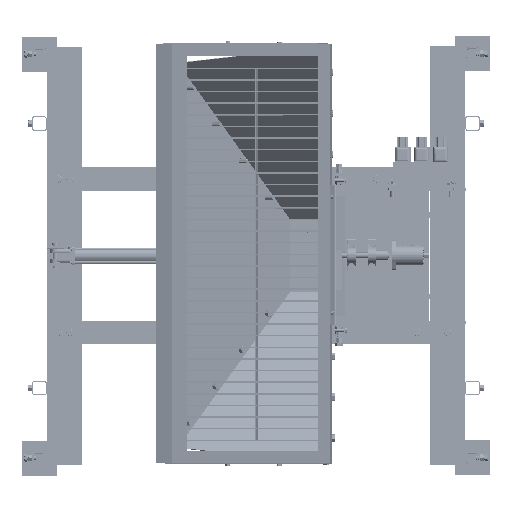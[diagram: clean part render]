
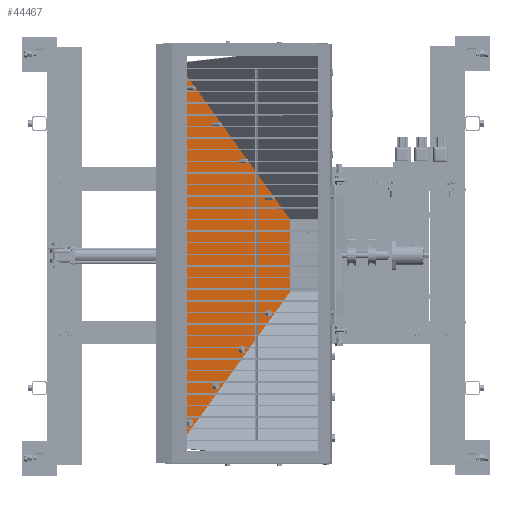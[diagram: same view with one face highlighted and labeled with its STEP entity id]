
A CAD part, top view. The second image highlights one B-rep face of the part: STEP entity #44467.
In plain terms, the highlighted face is planar.
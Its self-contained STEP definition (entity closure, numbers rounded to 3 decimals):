
#4111=CIRCLE('',#48898,12.7);
#4113=CIRCLE('',#48901,12.7);
#4115=CIRCLE('',#48904,12.7);
#4117=CIRCLE('',#48907,12.7);
#4119=CIRCLE('',#48910,12.7);
#4121=CIRCLE('',#48913,12.7);
#4123=CIRCLE('',#48916,12.7);
#4125=CIRCLE('',#48919,12.7);
#11795=VERTEX_POINT('',#81042);
#11796=VERTEX_POINT('',#81043);
#11799=VERTEX_POINT('',#81051);
#11801=VERTEX_POINT('',#81057);
#11803=VERTEX_POINT('',#81066);
#11805=VERTEX_POINT('',#81071);
#11807=VERTEX_POINT('',#81076);
#11809=VERTEX_POINT('',#81081);
#11811=VERTEX_POINT('',#81086);
#11813=VERTEX_POINT('',#81091);
#11815=VERTEX_POINT('',#81096);
#11817=VERTEX_POINT('',#81101);
#14963=VECTOR('',#59333,1.);
#14967=VECTOR('',#59338,1.);
#14970=VECTOR('',#59342,1.);
#14973=VECTOR('',#59346,1.);
#18131=LINE('',#81041,#14963);
#18135=LINE('',#81050,#14967);
#18138=LINE('',#81056,#14970);
#18141=LINE('',#81062,#14973);
#23665=EDGE_CURVE('',#11795,#11796,#18131,.T.);
#23669=EDGE_CURVE('',#11796,#11799,#18135,.T.);
#23672=EDGE_CURVE('',#11799,#11801,#18138,.T.);
#23675=EDGE_CURVE('',#11801,#11795,#18141,.T.);
#23677=EDGE_CURVE('',#11803,#11803,#4111,.T.);
#23679=EDGE_CURVE('',#11805,#11805,#4113,.T.);
#23681=EDGE_CURVE('',#11807,#11807,#4115,.T.);
#23683=EDGE_CURVE('',#11809,#11809,#4117,.T.);
#23685=EDGE_CURVE('',#11811,#11811,#4119,.T.);
#23687=EDGE_CURVE('',#11813,#11813,#4121,.T.);
#23689=EDGE_CURVE('',#11815,#11815,#4123,.T.);
#23691=EDGE_CURVE('',#11817,#11817,#4125,.T.);
#34412=ORIENTED_EDGE('',*,*,#23691,.F.);
#34413=ORIENTED_EDGE('',*,*,#23689,.F.);
#34414=ORIENTED_EDGE('',*,*,#23687,.F.);
#34415=ORIENTED_EDGE('',*,*,#23685,.F.);
#34416=ORIENTED_EDGE('',*,*,#23683,.F.);
#34417=ORIENTED_EDGE('',*,*,#23681,.F.);
#34418=ORIENTED_EDGE('',*,*,#23679,.F.);
#34419=ORIENTED_EDGE('',*,*,#23677,.F.);
#34420=ORIENTED_EDGE('',*,*,#23665,.F.);
#34421=ORIENTED_EDGE('',*,*,#23675,.F.);
#34422=ORIENTED_EDGE('',*,*,#23672,.F.);
#34423=ORIENTED_EDGE('',*,*,#23669,.F.);
#38795=EDGE_LOOP('',(#34412));
#38796=EDGE_LOOP('',(#34413));
#38797=EDGE_LOOP('',(#34414));
#38798=EDGE_LOOP('',(#34415));
#38799=EDGE_LOOP('',(#34416));
#38800=EDGE_LOOP('',(#34417));
#38801=EDGE_LOOP('',(#34418));
#38802=EDGE_LOOP('',(#34419));
#38803=EDGE_LOOP('',(#34420,#34421,#34422,#34423));
#41858=FACE_BOUND('',#38795,.T.);
#41859=FACE_BOUND('',#38796,.T.);
#41860=FACE_BOUND('',#38797,.T.);
#41861=FACE_BOUND('',#38798,.T.);
#41862=FACE_BOUND('',#38799,.T.);
#41863=FACE_BOUND('',#38800,.T.);
#41864=FACE_BOUND('',#38801,.T.);
#41865=FACE_BOUND('',#38802,.T.);
#41866=FACE_BOUND('',#38803,.T.);
#44467=ADVANCED_FACE('',(#41858,#41859,#41860,#41861,#41862,#41863,#41864,
#41865,#41866),#84267,.F.);
#48898=AXIS2_PLACEMENT_3D('',#81065,#59350,#59351);
#48901=AXIS2_PLACEMENT_3D('',#81070,#59356,#59357);
#48904=AXIS2_PLACEMENT_3D('',#81075,#59362,#59363);
#48907=AXIS2_PLACEMENT_3D('',#81080,#59368,#59369);
#48910=AXIS2_PLACEMENT_3D('',#81085,#59374,#59375);
#48913=AXIS2_PLACEMENT_3D('',#81090,#59380,#59381);
#48916=AXIS2_PLACEMENT_3D('',#81095,#59386,#59387);
#48919=AXIS2_PLACEMENT_3D('',#81100,#59392,#59393);
#48921=AXIS2_PLACEMENT_3D('',#81104,#59396,$);
#59333=DIRECTION('',(0.627,0.,0.779));
#59338=DIRECTION('',(1.,0.,0.));
#59342=DIRECTION('',(0.627,0.,-0.779));
#59346=DIRECTION('',(-1.,0.,0.));
#59350=DIRECTION('',(0.,-1.,0.));
#59351=DIRECTION('',(12.7,0.,0.));
#59356=DIRECTION('',(0.,-1.,0.));
#59357=DIRECTION('',(12.7,0.,0.));
#59362=DIRECTION('',(0.,-1.,0.));
#59363=DIRECTION('',(12.7,0.,0.));
#59368=DIRECTION('',(0.,-1.,0.));
#59369=DIRECTION('',(12.7,0.,0.));
#59374=DIRECTION('',(0.,-1.,0.));
#59375=DIRECTION('',(12.7,0.,0.));
#59380=DIRECTION('',(0.,-1.,0.));
#59381=DIRECTION('',(12.7,0.,0.));
#59386=DIRECTION('',(0.,-1.,0.));
#59387=DIRECTION('',(12.7,0.,0.));
#59392=DIRECTION('',(0.,-1.,0.));
#59393=DIRECTION('',(12.7,0.,0.));
#59396=DIRECTION('',(0.,1.,0.));
#81041=CARTESIAN_POINT('',(-0.064,0.,0.091));
#81042=CARTESIAN_POINT('',(-681.038,0.,-845.729));
#81043=CARTESIAN_POINT('',(-0.064,0.,0.091));
#81050=CARTESIAN_POINT('',(317.437,0.,0.091));
#81051=CARTESIAN_POINT('',(317.437,0.,0.091));
#81056=CARTESIAN_POINT('',(998.665,0.,-845.729));
#81057=CARTESIAN_POINT('',(998.665,0.,-845.729));
#81062=CARTESIAN_POINT('',(-681.038,0.,-845.729));
#81065=CARTESIAN_POINT('',(570.683,0.,-375.083));
#81066=CARTESIAN_POINT('',(583.383,0.,-375.083));
#81070=CARTESIAN_POINT('',(730.006,0.,-572.901));
#81071=CARTESIAN_POINT('',(742.706,0.,-572.901));
#81075=CARTESIAN_POINT('',(889.33,0.,-770.719));
#81076=CARTESIAN_POINT('',(902.03,0.,-770.719));
#81080=CARTESIAN_POINT('',(-93.854,0.,-177.158));
#81081=CARTESIAN_POINT('',(-81.154,0.,-177.158));
#81085=CARTESIAN_POINT('',(-253.141,0.,-375.005));
#81086=CARTESIAN_POINT('',(-240.441,0.,-375.005));
#81090=CARTESIAN_POINT('',(-412.429,0.,-572.852));
#81091=CARTESIAN_POINT('',(-399.729,0.,-572.852));
#81095=CARTESIAN_POINT('',(-571.717,0.,-770.699));
#81096=CARTESIAN_POINT('',(-559.017,0.,-770.699));
#81100=CARTESIAN_POINT('',(411.359,0.,-177.265));
#81101=CARTESIAN_POINT('',(424.059,0.,-177.265));
#81104=CARTESIAN_POINT('',(158.79,0.,-560.999));
#84267=PLANE('',#48921);
